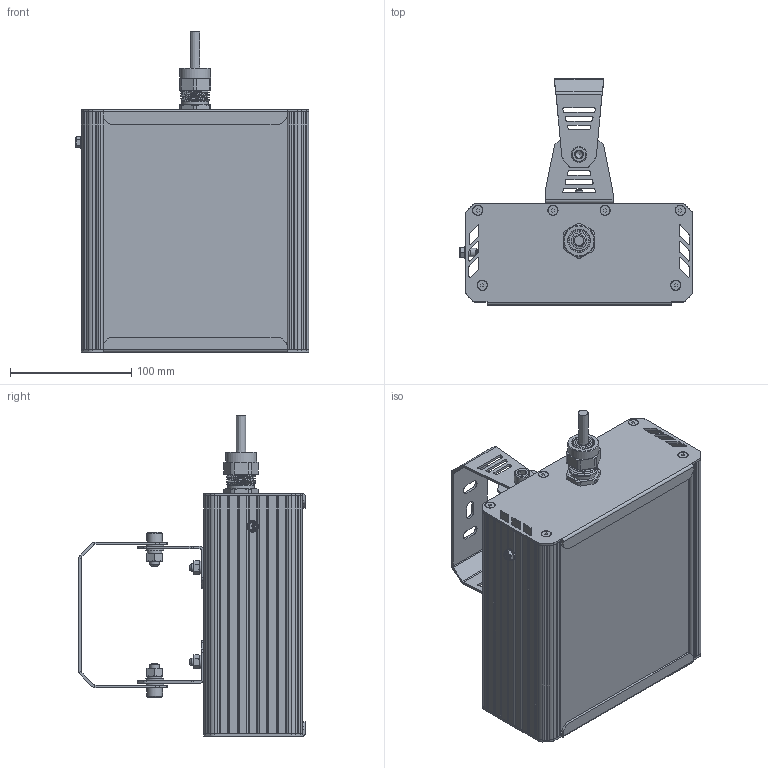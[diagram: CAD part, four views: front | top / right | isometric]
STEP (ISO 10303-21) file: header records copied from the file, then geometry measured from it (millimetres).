
FILE_DESCRIPTION(('STEP AP214'), '1');
FILE_NAME('001.0096.05.000 - ÃÑÏ-Ýêñòðà-Îïòèê-2Åõ-20', '', ('UNSPECIFIED'), ('UNSPECIFIED'), 'C3D Converter', 'C3D Toolkit', '');
FILE_SCHEMA(('AUTOMOTIVE_DESIGN { 1 0 10303 214 3 1 1}'));
Length unit declared in the file: millimetre
Products named in the file (44): 001.0096.05.000; #2921; #2980; #3039; #3098; #3183; #3242; #3301; #3360
Assembly tree (68 placements, depth 4):
  001.0096.05.000
    (unnamed)
      (unnamed)
      (unnamed)
      (unnamed)
      (unnamed)
      (unnamed)
      (unnamed)
      (unnamed)
      (unnamed)  x6
      (unnamed)  x6
      (unnamed)
      (unnamed)
      (unnamed)  x2
        (unnamed)
        (unnamed)
        (unnamed)
        (unnamed)
        (unnamed)
        (unnamed)
        (unnamed)
        (unnamed)
        (unnamed)
        (unnamed)
      (unnamed)
        (unnamed)
    (unnamed)
      (unnamed)
      (unnamed)
      (unnamed)
      (unnamed)  x2
      (unnamed)
      (unnamed)
      (unnamed)
      (unnamed)
      (unnamed)
      #2921
      #2980
      #3039
      #3098  x2
      #3183
      #3242
      #3301
      #3360
Bounding box: 192.43 x 186.68 x 264 mm (x, y, z)
Volume: 706037.2 mm3; surface area: 557561.9 mm2
Topology: 108 solids, 108 shells, 2109 faces, 5273 edges, 3502 vertices
Faces by surface type: plane 1374, cylinder 592, cone 89, bspline 47, torus 5, sphere 2
Full cylindrical faces by diameter (mm): 1 x2, 2 x4, 2.5 x8, 2.8 x50, 3.2 x2, 3.5 x12, 4 x13, 4.917 x2, 5 x2, 6 x5, 6.6 x2, 6.647 x2, 7 x2, 8 x14, 8.5 x4, 9 x30, 10 x1, 11 x2, 12.5 x1, 13 x3, 15 x4, 16 x1, 17 x1, 18 x1, 18.5 x1, 19 x1, 20 x1, 21.5 x1, 22 x2, 25.5 x1
Entity records: 94580 total; most frequent: CARTESIAN_POINT 47263, DIRECTION 8958, ORIENTED_EDGE 7842, EDGE_CURVE 3921, AXIS2_PLACEMENT_3D 3184, VERTEX_POINT 2701, LINE 2590, VECTOR 2590
